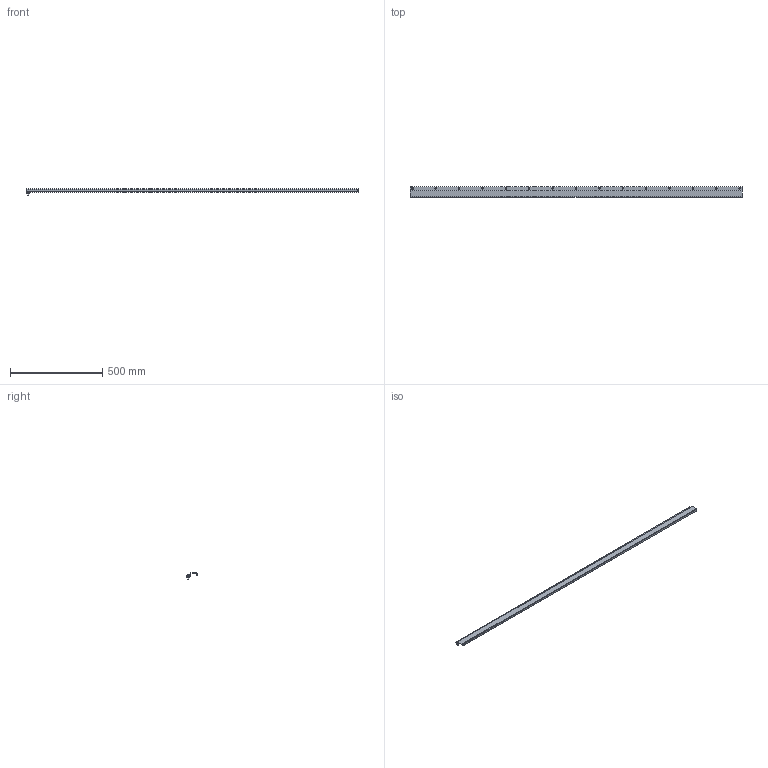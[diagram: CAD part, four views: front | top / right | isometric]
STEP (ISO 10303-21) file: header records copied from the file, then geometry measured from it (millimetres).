
FILE_DESCRIPTION (( 'STEP AP214' ), '1' );
FILE_NAME ('DK72S16.STEP', '2021-09-09T18:40:34', ( '' ), ( '' ), 'SwSTEP 2.0', 'SolidWorks 2021', '' );
FILE_SCHEMA (( 'AUTOMOTIVE_DESIGN' ));
Length unit declared in the file: inch
Products named in the file (1): DK72S16
Bounding box: 1803.4 x 55.58 x 33.58 mm (x, y, z)
Volume: 314126.9 mm3; surface area: 365749.8 mm2
Topology: 5 solids, 5 shells, 76 faces, 186 edges, 121 vertices
Faces by surface type: plane 47, cylinder 28, bspline 1
Full cylindrical faces by diameter (mm): 4.976 x1, 6.35 x1, 6.985 x1, 7.95 x15, 12.255 x1, 15.875 x1
Entity records: 2349 total; most frequent: CARTESIAN_POINT 466, DIRECTION 364, ORIENTED_EDGE 328, EDGE_CURVE 164, AXIS2_PLACEMENT_3D 134, EDGE_LOOP 132, VERTEX_POINT 120, FACE_OUTER_BOUND 97
